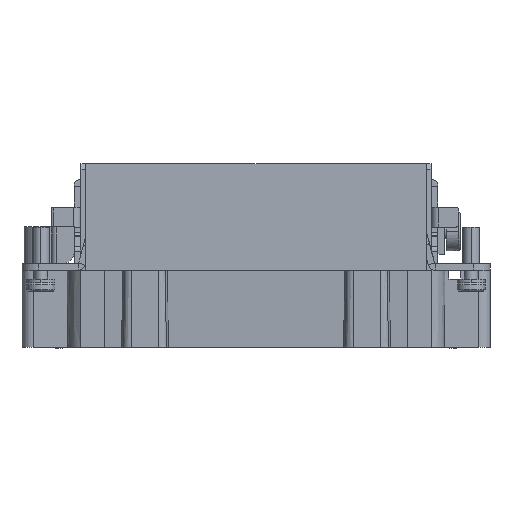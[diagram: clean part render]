
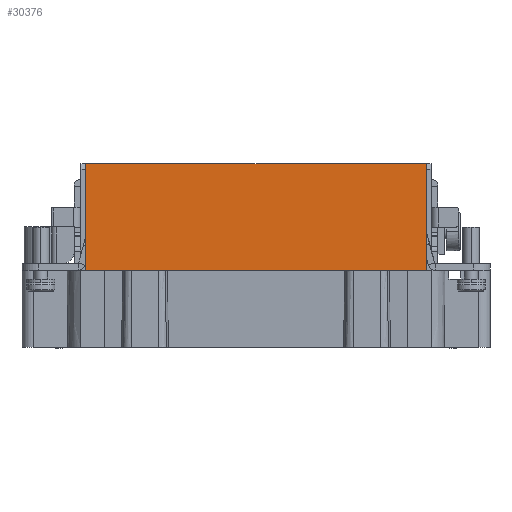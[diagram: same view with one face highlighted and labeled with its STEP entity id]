
A CAD part, left-side view. The second image highlights one B-rep face of the part: STEP entity #30376.
In plain terms, the highlighted planar face has unit normal (-1, 0, 0).
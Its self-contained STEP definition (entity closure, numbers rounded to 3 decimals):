
#2387=DIRECTION('',(0.,0.,-1.));
#2388=VECTOR('',#2387,19.2);
#2389=CARTESIAN_POINT('',(-16.95,-30.649,33.2));
#2390=LINE('',#2389,#2388);
#2391=DIRECTION('',(0.,0.,1.));
#2392=VECTOR('',#2391,19.2);
#2393=CARTESIAN_POINT('',(-16.95,30.649,14.));
#2394=LINE('',#2393,#2392);
#2539=DIRECTION('',(0.,1.,0.));
#2540=VECTOR('',#2539,61.298);
#2541=CARTESIAN_POINT('',(-16.95,-30.649,14.));
#2542=LINE('',#2541,#2540);
#3157=DIRECTION('',(0.,-1.,0.));
#3158=VECTOR('',#3157,61.298);
#3159=CARTESIAN_POINT('',(-16.95,30.649,33.2));
#3160=LINE('',#3159,#3158);
#23164=CARTESIAN_POINT('',(-16.95,30.649,33.2));
#23165=CARTESIAN_POINT('',(-16.95,-30.649,33.2));
#23166=VERTEX_POINT('',#23164);
#23167=VERTEX_POINT('',#23165);
#27685=CARTESIAN_POINT('',(-16.95,-30.649,14.));
#27686=CARTESIAN_POINT('',(-16.95,30.649,14.));
#27687=VERTEX_POINT('',#27685);
#27688=VERTEX_POINT('',#27686);
#30362=CARTESIAN_POINT('',(-16.95,30.65,14.));
#30363=DIRECTION('',(-1.,0.,0.));
#30364=DIRECTION('',(0.,-1.,0.));
#30365=AXIS2_PLACEMENT_3D('',#30362,#30363,#30364);
#30366=PLANE('',#30365);
#30368=ORIENTED_EDGE('',*,*,#30367,.T.);
#30370=ORIENTED_EDGE('',*,*,#30369,.T.);
#30371=ORIENTED_EDGE('',*,*,#30260,.T.);
#30373=ORIENTED_EDGE('',*,*,#30372,.T.);
#30374=EDGE_LOOP('',(#30368,#30370,#30371,#30373));
#30375=FACE_OUTER_BOUND('',#30374,.F.);
#30376=ADVANCED_FACE('',(#30375),#30366,.T.);
#30260=EDGE_CURVE('',#27688,#23166,#2394,.T.);
#30367=EDGE_CURVE('',#23167,#27687,#2390,.T.);
#30369=EDGE_CURVE('',#27687,#27688,#2542,.T.);
#30372=EDGE_CURVE('',#23166,#23167,#3160,.T.);
